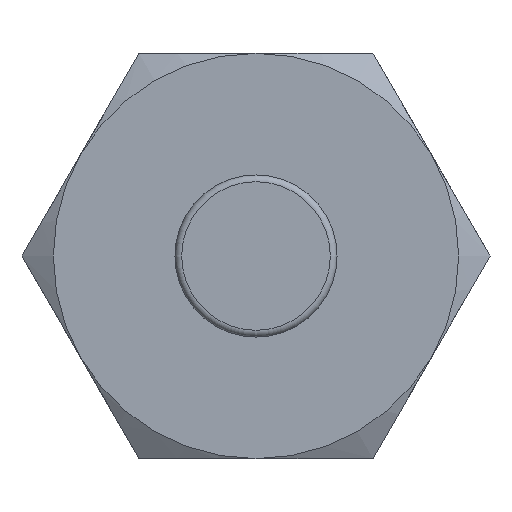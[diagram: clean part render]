
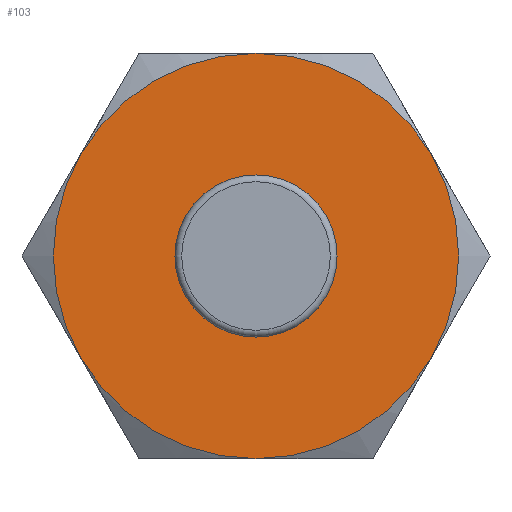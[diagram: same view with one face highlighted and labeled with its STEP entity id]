
A CAD part, left-side view. The second image highlights one B-rep face of the part: STEP entity #103.
In plain terms, the highlighted planar face has unit normal (-1, 0, 0).
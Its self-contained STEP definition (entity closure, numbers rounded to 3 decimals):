
#103 = ADVANCED_FACE( '', ( #177, #178 ), #179, .T. );
#177 = FACE_OUTER_BOUND( '', #262, .T. );
#178 = FACE_BOUND( '', #263, .T. );
#179 = PLANE( '', #264 );
#262 = EDGE_LOOP( '', ( #472, #473, #474, #475, #476, #477 ) );
#263 = EDGE_LOOP( '', ( #478 ) );
#264 = AXIS2_PLACEMENT_3D( '', #479, #480, #481 );
#472 = ORIENTED_EDGE( '', *, *, #589, .F. );
#473 = ORIENTED_EDGE( '', *, *, #550, .F. );
#474 = ORIENTED_EDGE( '', *, *, #586, .F. );
#475 = ORIENTED_EDGE( '', *, *, #587, .F. );
#476 = ORIENTED_EDGE( '', *, *, #598, .F. );
#477 = ORIENTED_EDGE( '', *, *, #590, .F. );
#478 = ORIENTED_EDGE( '', *, *, #599, .F. );
#479 = CARTESIAN_POINT( '', ( -12., 8.66, -15. ) );
#480 = DIRECTION( '', ( -1., 0., 0. ) );
#481 = DIRECTION( '', ( 0., -1., 0. ) );
#550 = EDGE_CURVE( '', #633, #635, #636, .F. );
#586 = EDGE_CURVE( '', #693, #633, #695, .F. );
#587 = EDGE_CURVE( '', #684, #693, #696, .F. );
#589 = EDGE_CURVE( '', #635, #689, #698, .F. );
#590 = EDGE_CURVE( '', #689, #673, #699, .F. );
#598 = EDGE_CURVE( '', #673, #684, #712, .F. );
#599 = EDGE_CURVE( '', #713, #713, #714, .T. );
#633 = VERTEX_POINT( '', #844 );
#635 = VERTEX_POINT( '', #851 );
#636 = CIRCLE( '', #852, 15. );
#673 = VERTEX_POINT( '', #960 );
#684 = VERTEX_POINT( '', #997 );
#689 = VERTEX_POINT( '', #1024 );
#693 = VERTEX_POINT( '', #1045 );
#695 = CIRCLE( '', #1052, 15. );
#696 = CIRCLE( '', #1053, 15. );
#698 = CIRCLE( '', #1062, 15. );
#699 = CIRCLE( '', #1063, 15. );
#712 = CIRCLE( '', #1125, 15. );
#713 = VERTEX_POINT( '', #1126 );
#714 = CIRCLE( '', #1127, 6. );
#844 = CARTESIAN_POINT( '', ( -12., -12.99, -7.5 ) );
#851 = CARTESIAN_POINT( '', ( -12., 0., -15. ) );
#852 = AXIS2_PLACEMENT_3D( '', #1155, #1156, #1157 );
#960 = CARTESIAN_POINT( '', ( -12., 12.99, 7.5 ) );
#997 = CARTESIAN_POINT( '', ( -12., 0., 15. ) );
#1024 = CARTESIAN_POINT( '', ( -12., 12.99, -7.5 ) );
#1045 = CARTESIAN_POINT( '', ( -12., -12.99, 7.5 ) );
#1052 = AXIS2_PLACEMENT_3D( '', #1188, #1189, #1190 );
#1053 = AXIS2_PLACEMENT_3D( '', #1191, #1192, #1193 );
#1062 = AXIS2_PLACEMENT_3D( '', #1194, #1195, #1196 );
#1063 = AXIS2_PLACEMENT_3D( '', #1197, #1198, #1199 );
#1125 = AXIS2_PLACEMENT_3D( '', #1207, #1208, #1209 );
#1126 = CARTESIAN_POINT( '', ( -12., -6., 0. ) );
#1127 = AXIS2_PLACEMENT_3D( '', #1210, #1211, #1212 );
#1155 = CARTESIAN_POINT( '', ( -12., 0., 0. ) );
#1156 = DIRECTION( '', ( -1., 0., 0. ) );
#1157 = DIRECTION( '', ( 0., -1., 0. ) );
#1188 = CARTESIAN_POINT( '', ( -12., 0., 0. ) );
#1189 = DIRECTION( '', ( -1., 0., 0. ) );
#1190 = DIRECTION( '', ( 0., -1., 0. ) );
#1191 = CARTESIAN_POINT( '', ( -12., 0., 0. ) );
#1192 = DIRECTION( '', ( -1., 0., 0. ) );
#1193 = DIRECTION( '', ( 0., -1., 0. ) );
#1194 = CARTESIAN_POINT( '', ( -12., 0., 0. ) );
#1195 = DIRECTION( '', ( -1., 0., 0. ) );
#1196 = DIRECTION( '', ( 0., -1., 0. ) );
#1197 = CARTESIAN_POINT( '', ( -12., 0., 0. ) );
#1198 = DIRECTION( '', ( -1., 0., 0. ) );
#1199 = DIRECTION( '', ( 0., -1., 0. ) );
#1207 = CARTESIAN_POINT( '', ( -12., 0., 0. ) );
#1208 = DIRECTION( '', ( -1., 0., 0. ) );
#1209 = DIRECTION( '', ( 0., -1., 0. ) );
#1210 = CARTESIAN_POINT( '', ( -12., 0., 0. ) );
#1211 = DIRECTION( '', ( -1., 0., 0. ) );
#1212 = DIRECTION( '', ( 0., -1., 0. ) );
